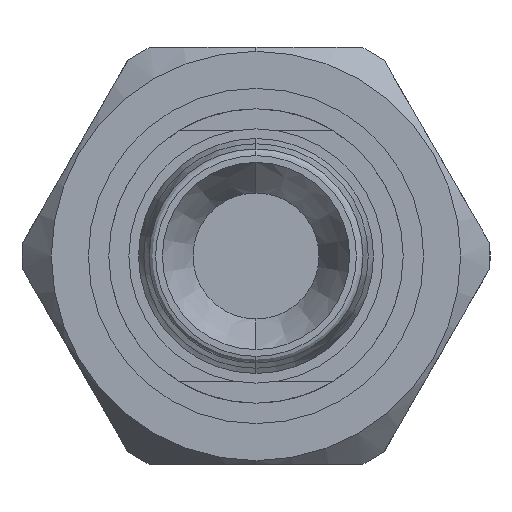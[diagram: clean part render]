
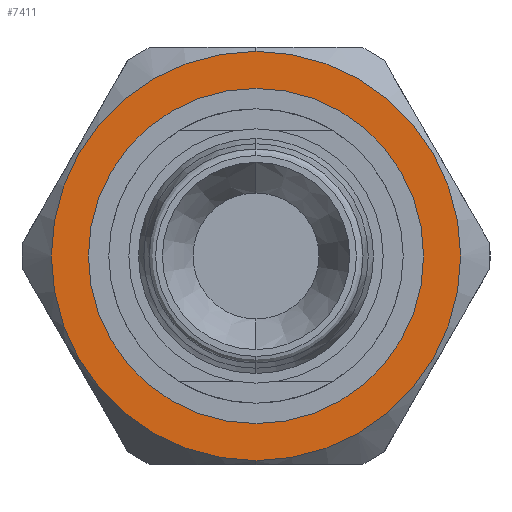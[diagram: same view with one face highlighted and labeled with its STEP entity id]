
A CAD part, left-side view. The second image highlights one B-rep face of the part: STEP entity #7411.
In plain terms, the highlighted face is planar.
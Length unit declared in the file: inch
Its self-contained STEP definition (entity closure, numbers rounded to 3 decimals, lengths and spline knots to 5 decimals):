
#185 = DIRECTION ( 'NONE',  ( 0., 0., 1. ) ) ;
#319 = CIRCLE ( 'NONE', #2050, 0.15293 ) ;
#367 = EDGE_CURVE ( 'NONE', #1219, #5432, #5756, .T. ) ;
#600 = DIRECTION ( 'NONE',  ( 0., 0., -1. ) ) ;
#717 = CIRCLE ( 'NONE', #5428, 0.12524 ) ;
#883 = CARTESIAN_POINT ( 'NONE',  ( 0.34608, 0., 0. ) ) ;
#960 = DIRECTION ( 'NONE',  ( 0., 0., 1. ) ) ;
#1206 = AXIS2_PLACEMENT_3D ( 'NONE', #4208, #6619, #600 ) ;
#1219 = VERTEX_POINT ( 'NONE', #5995 ) ;
#1851 = PLANE ( 'NONE',  #5560 ) ;
#2050 = AXIS2_PLACEMENT_3D ( 'NONE', #5932, #2393, #5311 ) ;
#2393 = DIRECTION ( 'NONE',  ( 1., 0., 0. ) ) ;
#2575 = EDGE_LOOP ( 'NONE', ( #7230, #4011 ) ) ;
#2971 = CARTESIAN_POINT ( 'NONE',  ( 0.34608, 0., 0.15293 ) ) ;
#3072 = CIRCLE ( 'NONE', #1206, 0.15293 ) ;
#3134 = ORIENTED_EDGE ( 'NONE', *, *, #6029, .T. ) ;
#3246 = CARTESIAN_POINT ( 'NONE',  ( 0.34608, 0., 0. ) ) ;
#3347 = VERTEX_POINT ( 'NONE', #6839 ) ;
#3384 = AXIS2_PLACEMENT_3D ( 'NONE', #883, #3649, #4258 ) ;
#3649 = DIRECTION ( 'NONE',  ( -1., 0., 0. ) ) ;
#3716 = ORIENTED_EDGE ( 'NONE', *, *, #4795, .T. ) ;
#4011 = ORIENTED_EDGE ( 'NONE', *, *, #4289, .T. ) ;
#4208 = CARTESIAN_POINT ( 'NONE',  ( 0.34608, 0., 0. ) ) ;
#4258 = DIRECTION ( 'NONE',  ( 0., 0., 1. ) ) ;
#4289 = EDGE_CURVE ( 'NONE', #5432, #1219, #717, .T. ) ;
#4795 = EDGE_CURVE ( 'NONE', #3347, #7358, #3072, .T. ) ;
#5311 = DIRECTION ( 'NONE',  ( 0., 0., -1. ) ) ;
#5384 = FACE_BOUND ( 'NONE', #2575, .T. ) ;
#5428 = AXIS2_PLACEMENT_3D ( 'NONE', #3246, #5628, #185 ) ;
#5432 = VERTEX_POINT ( 'NONE', #6936 ) ;
#5560 = AXIS2_PLACEMENT_3D ( 'NONE', #6596, #7334, #960 ) ;
#5628 = DIRECTION ( 'NONE',  ( -1., 0., 0. ) ) ;
#5756 = CIRCLE ( 'NONE', #3384, 0.12524 ) ;
#5932 = CARTESIAN_POINT ( 'NONE',  ( 0.34608, 0., 0. ) ) ;
#5995 = CARTESIAN_POINT ( 'NONE',  ( 0.34608, 0., 0.12524 ) ) ;
#6029 = EDGE_CURVE ( 'NONE', #7358, #3347, #319, .T. ) ;
#6371 = EDGE_LOOP ( 'NONE', ( #3716, #3134 ) ) ;
#6596 = CARTESIAN_POINT ( 'NONE',  ( 0.34608, 0.1749, 0. ) ) ;
#6619 = DIRECTION ( 'NONE',  ( 1., 0., 0. ) ) ;
#6839 = CARTESIAN_POINT ( 'NONE',  ( 0.34608, 0., -0.15293 ) ) ;
#6936 = CARTESIAN_POINT ( 'NONE',  ( 0.34608, 0., -0.12524 ) ) ;
#7188 = FACE_OUTER_BOUND ( 'NONE', #6371, .T. ) ;
#7230 = ORIENTED_EDGE ( 'NONE', *, *, #367, .T. ) ;
#7334 = DIRECTION ( 'NONE',  ( -1., 0., 0. ) ) ;
#7358 = VERTEX_POINT ( 'NONE', #2971 ) ;
#7411 = ADVANCED_FACE ( 'NONE', ( #5384, #7188 ), #1851, .F. ) ;
